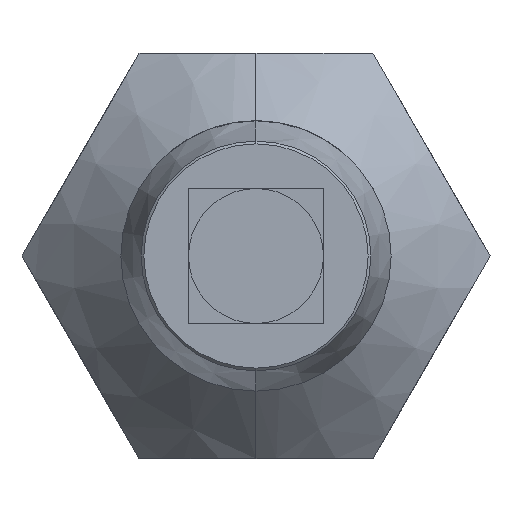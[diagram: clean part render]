
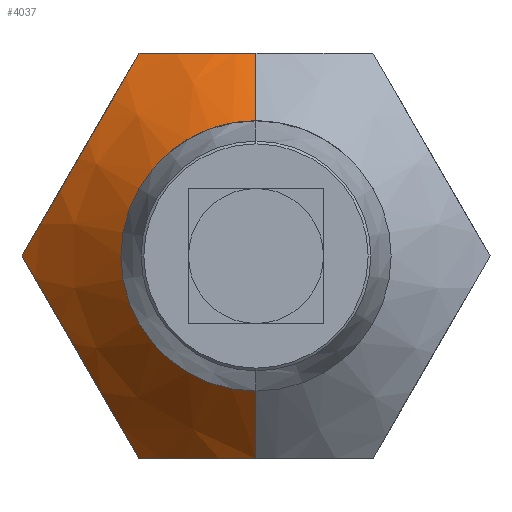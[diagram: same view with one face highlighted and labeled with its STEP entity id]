
A CAD part, left-side view. The second image highlights one B-rep face of the part: STEP entity #4037.
In plain terms, the highlighted conical face has half-angle 45 degrees and reference radius 2 mm.
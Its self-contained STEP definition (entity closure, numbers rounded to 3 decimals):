
#366 = ORIENTED_EDGE ( 'NONE', *, *, #4735, .F. ) ;
#367 = ORIENTED_EDGE ( 'NONE', *, *, #4734, .F. ) ;
#368 = ORIENTED_EDGE ( 'NONE', *, *, #4733, .F. ) ;
#369 = ORIENTED_EDGE ( 'NONE', *, *, #4732, .F. ) ;
#370 = ORIENTED_EDGE ( 'NONE', *, *, #4731, .F. ) ;
#371 = ORIENTED_EDGE ( 'NONE', *, *, #4730, .T. ) ;
#372 = ORIENTED_EDGE ( 'NONE', *, *, #4729, .F. ) ;
#534 = VERTEX_POINT ( 'NONE', #6425 ) ;
#1115 = DIRECTION ( 'NONE',  ( 0., 0., -1. ) ) ;
#1117 = DIRECTION ( 'NONE',  ( 1., 0., 0. ) ) ;
#1119 = CARTESIAN_POINT ( 'NONE',  ( 53.5, 0., 0. ) ) ;
#1690 = B_SPLINE_CURVE_WITH_KNOTS ( 'NONE', 3,
 ( #3481, #3477, #3484, #3485, #3486, #3487 ),
 .UNSPECIFIED., .F., .F.,
 ( 4, 2, 4 ),
 ( 0.003, 0.003, 0.003 ),
 .UNSPECIFIED. ) ;
#1691 = B_SPLINE_CURVE_WITH_KNOTS ( 'NONE', 3,
 ( #3482, #3483, #3490, #3491, #3492, #3493, #3494, #3495 ),
 .UNSPECIFIED., .F., .F.,
 ( 4, 2, 2, 4 ),
 ( 0., 0., 0.001, 0.002 ),
 .UNSPECIFIED. ) ;
#1692 = B_SPLINE_CURVE_WITH_KNOTS ( 'NONE', 3,
 ( #3489, #3488, #3498, #3499, #3500, #3501, #3502, #3503 ),
 .UNSPECIFIED., .F., .F.,
 ( 4, 2, 2, 4 ),
 ( 0., 0., 0.001, 0.002 ),
 .UNSPECIFIED. ) ;
#1693 = B_SPLINE_CURVE_WITH_KNOTS ( 'NONE', 3,
 ( #3497, #3496, #3506, #3507, #3508, #3509 ),
 .UNSPECIFIED., .F., .F.,
 ( 4, 2, 4 ),
 ( 0.003, 0.004, 0.004 ),
 .UNSPECIFIED. ) ;
#1810 = VERTEX_POINT ( 'NONE', #2365 ) ;
#1813 = VERTEX_POINT ( 'NONE', #2355 ) ;
#1819 = VERTEX_POINT ( 'NONE', #2323 ) ;
#1820 = VERTEX_POINT ( 'NONE', #2316 ) ;
#1829 = VERTEX_POINT ( 'NONE', #2266 ) ;
#1830 = VERTEX_POINT ( 'NONE', #2260 ) ;
#2033 = VECTOR ( 'NONE', #3512, 1000. ) ;
#2034 = VECTOR ( 'NONE', #3471, 1000. ) ;
#2036 = LINE ( 'NONE', #3470, #2034 ) ;
#2038 = CIRCLE ( 'NONE', #4802, 1. ) ;
#2044 = LINE ( 'NONE', #3510, #2033 ) ;
#2070 = CONICAL_SURFACE ( 'NONE', #4776, 2., 0.785 ) ;
#2078 = FACE_OUTER_BOUND ( 'NONE', #5981, .T. ) ;
#2260 = CARTESIAN_POINT ( 'NONE',  ( 52.5, 0., 1. ) ) ;
#2266 = CARTESIAN_POINT ( 'NONE',  ( 53., 0., 1.5 ) ) ;
#2316 = CARTESIAN_POINT ( 'NONE',  ( 53.232, 0.866, 1.5 ) ) ;
#2323 = CARTESIAN_POINT ( 'NONE',  ( 53., 0., -1.5 ) ) ;
#2355 = CARTESIAN_POINT ( 'NONE',  ( 52.5, 0., -1. ) ) ;
#2365 = CARTESIAN_POINT ( 'NONE',  ( 53.232, 1.732, 0. ) ) ;
#3470 = CARTESIAN_POINT ( 'NONE',  ( 53.5, 0., 2. ) ) ;
#3471 = DIRECTION ( 'NONE',  ( 0.707, 0., 0.707 ) ) ;
#3477 = CARTESIAN_POINT ( 'NONE',  ( 53.164, 0.731, 1.5 ) ) ;
#3478 = CARTESIAN_POINT ( 'NONE',  ( 52.5, 0., 0. ) ) ;
#3479 = DIRECTION ( 'NONE',  ( -1., 0., 0. ) ) ;
#3480 = DIRECTION ( 'NONE',  ( 0., 0., 1. ) ) ;
#3481 = CARTESIAN_POINT ( 'NONE',  ( 53.232, 0.866, 1.5 ) ) ;
#3482 = CARTESIAN_POINT ( 'NONE',  ( 53.232, 1.732, 0. ) ) ;
#3483 = CARTESIAN_POINT ( 'NONE',  ( 53.164, 1.664, 0.117 ) ) ;
#3484 = CARTESIAN_POINT ( 'NONE',  ( 53.107, 0.592, 1.5 ) ) ;
#3485 = CARTESIAN_POINT ( 'NONE',  ( 53.024, 0.303, 1.5 ) ) ;
#3486 = CARTESIAN_POINT ( 'NONE',  ( 53., 0.151, 1.5 ) ) ;
#3487 = CARTESIAN_POINT ( 'NONE',  ( 53., 0., 1.5 ) ) ;
#3488 = CARTESIAN_POINT ( 'NONE',  ( 53.164, 0.934, -1.383 ) ) ;
#3489 = CARTESIAN_POINT ( 'NONE',  ( 53.232, 0.866, -1.5 ) ) ;
#3490 = CARTESIAN_POINT ( 'NONE',  ( 53.107, 1.595, 0.237 ) ) ;
#3491 = CARTESIAN_POINT ( 'NONE',  ( 53.025, 1.452, 0.485 ) ) ;
#3492 = CARTESIAN_POINT ( 'NONE',  ( 53., 1.376, 0.616 ) ) ;
#3493 = CARTESIAN_POINT ( 'NONE',  ( 52.999, 1.149, 1.009 ) ) ;
#3494 = CARTESIAN_POINT ( 'NONE',  ( 53.096, 1.002, 1.264 ) ) ;
#3495 = CARTESIAN_POINT ( 'NONE',  ( 53.232, 0.866, 1.5 ) ) ;
#3496 = CARTESIAN_POINT ( 'NONE',  ( 53., 0.151, -1.5 ) ) ;
#3497 = CARTESIAN_POINT ( 'NONE',  ( 53., 0., -1.5 ) ) ;
#3498 = CARTESIAN_POINT ( 'NONE',  ( 53.107, 1.003, -1.263 ) ) ;
#3499 = CARTESIAN_POINT ( 'NONE',  ( 53.025, 1.146, -1.015 ) ) ;
#3500 = CARTESIAN_POINT ( 'NONE',  ( 53., 1.222, -0.884 ) ) ;
#3501 = CARTESIAN_POINT ( 'NONE',  ( 52.999, 1.449, -0.491 ) ) ;
#3502 = CARTESIAN_POINT ( 'NONE',  ( 53.096, 1.596, -0.236 ) ) ;
#3503 = CARTESIAN_POINT ( 'NONE',  ( 53.232, 1.732, 0. ) ) ;
#3506 = CARTESIAN_POINT ( 'NONE',  ( 53.024, 0.303, -1.5 ) ) ;
#3507 = CARTESIAN_POINT ( 'NONE',  ( 53.107, 0.592, -1.5 ) ) ;
#3508 = CARTESIAN_POINT ( 'NONE',  ( 53.164, 0.731, -1.5 ) ) ;
#3509 = CARTESIAN_POINT ( 'NONE',  ( 53.232, 0.866, -1.5 ) ) ;
#3510 = CARTESIAN_POINT ( 'NONE',  ( 53.5, 0., -2. ) ) ;
#3512 = DIRECTION ( 'NONE',  ( 0.707, 0., -0.707 ) ) ;
#4037 = ADVANCED_FACE ( 'NONE', ( #2078 ), #2070, .T. ) ;
#4729 = EDGE_CURVE ( 'NONE', #1830, #1813, #2038, .T. ) ;
#4730 = EDGE_CURVE ( 'NONE', #1830, #1829, #2036, .T. ) ;
#4731 = EDGE_CURVE ( 'NONE', #1820, #1829, #1690, .T. ) ;
#4732 = EDGE_CURVE ( 'NONE', #1810, #1820, #1691, .T. ) ;
#4733 = EDGE_CURVE ( 'NONE', #534, #1810, #1692, .T. ) ;
#4734 = EDGE_CURVE ( 'NONE', #1819, #534, #1693, .T. ) ;
#4735 = EDGE_CURVE ( 'NONE', #1813, #1819, #2044, .T. ) ;
#4776 = AXIS2_PLACEMENT_3D ( 'NONE', #1119, #1117, #1115 ) ;
#4802 = AXIS2_PLACEMENT_3D ( 'NONE', #3478, #3479, #3480 ) ;
#5981 = EDGE_LOOP ( 'NONE', ( #372, #371, #370, #369, #368, #367, #366 ) ) ;
#6425 = CARTESIAN_POINT ( 'NONE',  ( 53.232, 0.866, -1.5 ) ) ;
